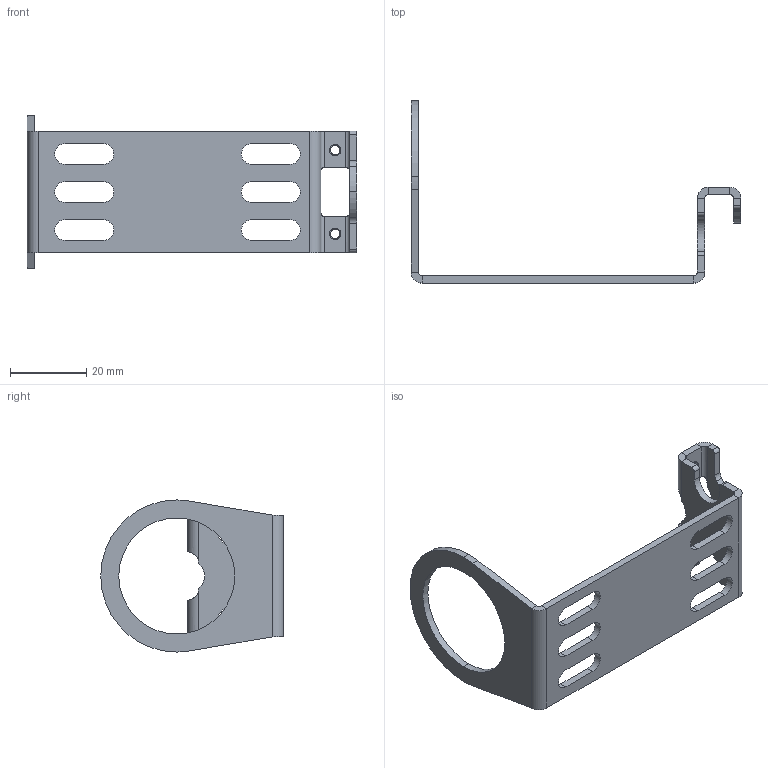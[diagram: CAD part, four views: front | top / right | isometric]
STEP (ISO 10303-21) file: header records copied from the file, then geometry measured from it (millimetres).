
FILE_DESCRIPTION((''),'2;1');
FILE_NAME('178373_ASM','2016-04-20T',('pdmadmin'),(''),'PRO/ENGINEER BY PARAMETRIC TECHNOLOGY CORPORATION, 2016010','PRO/ENGINEER BY PARAMETRIC TECHNOLOGY CORPORATION, 2016010','');
FILE_SCHEMA(('CONFIG_CONTROL_DESIGN'));
Length unit declared in the file: millimetre
Products named in the file (2): 156441; 178373_ASM
Assembly tree (1 placements, depth 2):
  178373_ASM
    156441
Bounding box: 86.7 x 48 x 40 mm (x, y, z)
Volume: 6913.3 mm3; surface area: 8785.1 mm2
Topology: 1 solids, 3 shells, 116 faces, 300 edges, 184 vertices
Faces by surface type: plane 56, cylinder 56, bspline 4
Entity records: 3874 total; most frequent: CARTESIAN_POINT 889, DIRECTION 630, ORIENTED_EDGE 592, EDGE_CURVE 300, AXIS2_PLACEMENT_3D 221, VECTOR 188, LINE 188, VERTEX_POINT 184
